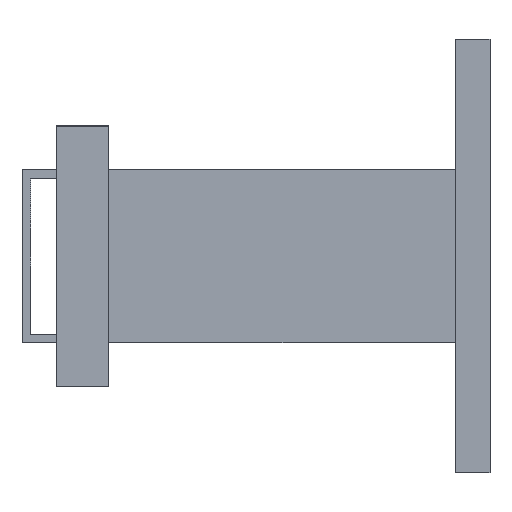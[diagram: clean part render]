
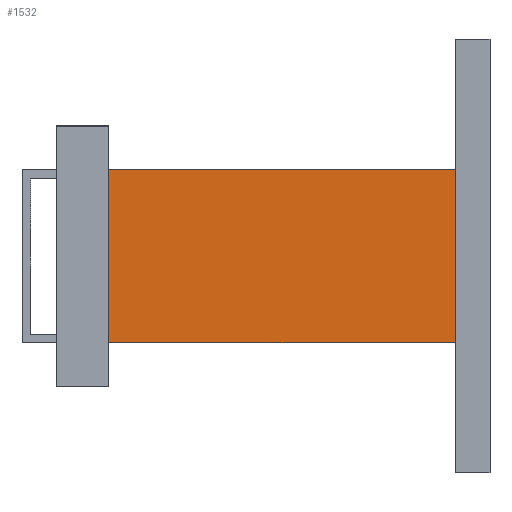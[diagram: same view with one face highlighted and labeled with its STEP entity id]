
A CAD part, left-side view. The second image highlights one B-rep face of the part: STEP entity #1532.
In plain terms, the highlighted face is planar.
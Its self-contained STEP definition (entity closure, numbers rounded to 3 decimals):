
#74 = VERTEX_POINT ( 'NONE', #1595 ) ;
#96 = LINE ( 'NONE', #1080, #1459 ) ;
#167 = CARTESIAN_POINT ( 'NONE',  ( -16., 40., -10. ) ) ;
#202 = EDGE_CURVE ( 'NONE', #1559, #1199, #96, .T. ) ;
#288 = EDGE_CURVE ( 'NONE', #862, #74, #1243, .T. ) ;
#343 = EDGE_CURVE ( 'NONE', #74, #1559, #415, .T. ) ;
#415 = LINE ( 'NONE', #684, #1663 ) ;
#625 = ORIENTED_EDGE ( 'NONE', *, *, #343, .F. ) ;
#672 = ORIENTED_EDGE ( 'NONE', *, *, #202, .F. ) ;
#684 = CARTESIAN_POINT ( 'NONE',  ( -20., 40., -10. ) ) ;
#742 = CARTESIAN_POINT ( 'NONE',  ( -20., -40., -10. ) ) ;
#822 = DIRECTION ( 'NONE',  ( -1., 0., 0. ) ) ;
#862 = VERTEX_POINT ( 'NONE', #1046 ) ;
#1002 = LINE ( 'NONE', #1733, #1538 ) ;
#1011 = DIRECTION ( 'NONE',  ( 1., 0., 0. ) ) ;
#1032 = ORIENTED_EDGE ( 'NONE', *, *, #1825, .F. ) ;
#1046 = CARTESIAN_POINT ( 'NONE',  ( 20., 40., -10. ) ) ;
#1080 = CARTESIAN_POINT ( 'NONE',  ( -16., -40., -10. ) ) ;
#1118 = ORIENTED_EDGE ( 'NONE', *, *, #288, .F. ) ;
#1139 = VECTOR ( 'NONE', #822, 1000. ) ;
#1199 = VERTEX_POINT ( 'NONE', #1784 ) ;
#1219 = EDGE_LOOP ( 'NONE', ( #625, #1118, #1032, #672 ) ) ;
#1243 = LINE ( 'NONE', #1660, #1139 ) ;
#1353 = AXIS2_PLACEMENT_3D ( 'NONE', #167, #1427, #1011 ) ;
#1427 = DIRECTION ( 'NONE',  ( 0., 0., 1. ) ) ;
#1457 = DIRECTION ( 'NONE',  ( 0., 1., 0. ) ) ;
#1459 = VECTOR ( 'NONE', #1789, 1000. ) ;
#1532 = ADVANCED_FACE ( 'NONE', ( #1630 ), #1702, .F. ) ;
#1538 = VECTOR ( 'NONE', #1457, 1000. ) ;
#1559 = VERTEX_POINT ( 'NONE', #742 ) ;
#1595 = CARTESIAN_POINT ( 'NONE',  ( -20., 40., -10. ) ) ;
#1630 = FACE_OUTER_BOUND ( 'NONE', #1219, .T. ) ;
#1660 = CARTESIAN_POINT ( 'NONE',  ( -16., 40., -10. ) ) ;
#1663 = VECTOR ( 'NONE', #1808, 1000. ) ;
#1702 = PLANE ( 'NONE',  #1353 ) ;
#1733 = CARTESIAN_POINT ( 'NONE',  ( 20., 40., -10. ) ) ;
#1784 = CARTESIAN_POINT ( 'NONE',  ( 20., -40., -10. ) ) ;
#1789 = DIRECTION ( 'NONE',  ( 1., 0., 0. ) ) ;
#1808 = DIRECTION ( 'NONE',  ( 0., -1., 0. ) ) ;
#1825 = EDGE_CURVE ( 'NONE', #1199, #862, #1002, .T. ) ;
